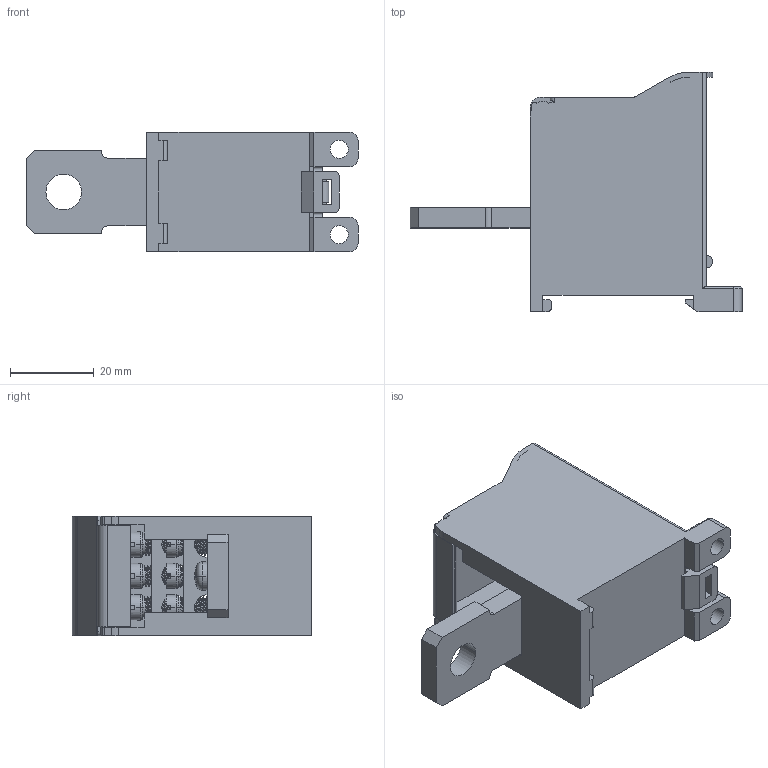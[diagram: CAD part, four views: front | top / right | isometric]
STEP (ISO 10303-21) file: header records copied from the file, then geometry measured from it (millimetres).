
FILE_DESCRIPTION((''),'2;1');
FILE_NAME('8YB754779-3_1','2020-06-28T',('Administrator'),(''),'PRO/ENGINEER BY PARAMETRIC TECHNOLOGY CORPORATION, 2008380','PRO/ENGINEER BY PARAMETRIC TECHNOLOGY CORPORATION, 2008380','');
FILE_SCHEMA(('CONFIG_CONTROL_DESIGN'));
Products named in the file (1): 8YB754779-3_1
Bounding box: 79.2 x 57.2 x 28.5 mm (x, y, z)
Volume: 38462.9 mm3; surface area: 23876 mm2
Topology: 1 solids, 7 shells, 726 faces, 2196 edges, 1417 vertices
Faces by surface type: plane 274, cylinder 250, bspline 129, cone 39, torus 20, sphere 14
Entity records: 56041 total; most frequent: CARTESIAN_POINT 37730, ORIENTED_EDGE 4358, DIRECTION 3084, EDGE_CURVE 2179, VERTEX_POINT 1417, AXIS2_PLACEMENT_3D 1052, VECTOR 980, LINE 980
